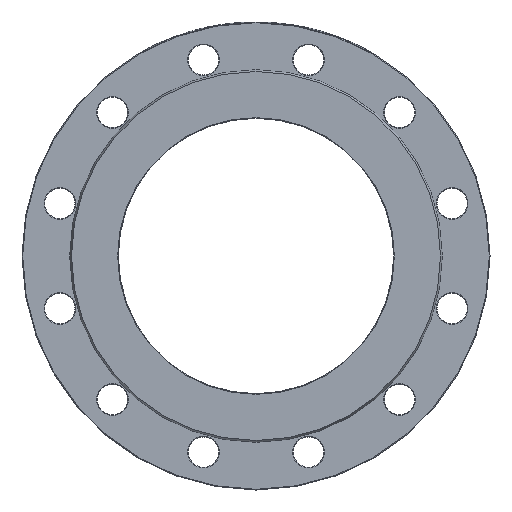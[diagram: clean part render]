
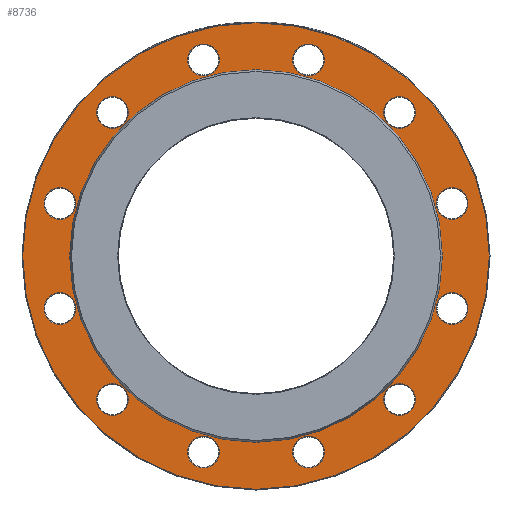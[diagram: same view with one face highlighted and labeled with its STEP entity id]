
A CAD part, left-side view. The second image highlights one B-rep face of the part: STEP entity #8736.
In plain terms, the highlighted planar face has unit normal (-1, 0, 0).
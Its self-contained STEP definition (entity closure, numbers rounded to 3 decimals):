
#6 = DIRECTION ( 'NONE',  ( 0., 0., -1. ) ) ;
#56 = DIRECTION ( 'NONE',  ( 0., 0., -1. ) ) ;
#103 = FACE_BOUND ( 'NONE', #1527, .T. ) ;
#155 = FACE_BOUND ( 'NONE', #1073, .T. ) ;
#394 = DIRECTION ( 'NONE',  ( 1., 0., 0. ) ) ;
#434 = DIRECTION ( 'NONE',  ( 1., 0., 0. ) ) ;
#541 = EDGE_CURVE ( 'NONE', #6764, #6764, #2391, .T. ) ;
#613 = VERTEX_POINT ( 'NONE', #3737 ) ;
#615 = AXIS2_PLACEMENT_3D ( 'NONE', #2812, #394, #5820 ) ;
#619 = FACE_BOUND ( 'NONE', #3682, .T. ) ;
#646 = ORIENTED_EDGE ( 'NONE', *, *, #4737, .T. ) ;
#661 = EDGE_LOOP ( 'NONE', ( #9356 ) ) ;
#842 = CARTESIAN_POINT ( 'NONE',  ( 3., 38.176, -142.474 ) ) ;
#952 = EDGE_CURVE ( 'NONE', #2017, #2017, #2244, .T. ) ;
#1073 = EDGE_LOOP ( 'NONE', ( #7885 ) ) ;
#1325 = CARTESIAN_POINT ( 'NONE',  ( 3., -114.258, -98.548 ) ) ;
#1433 = AXIS2_PLACEMENT_3D ( 'NONE', #1567, #3720, #4590 ) ;
#1466 = EDGE_LOOP ( 'NONE', ( #5753 ) ) ;
#1478 = DIRECTION ( 'NONE',  ( -1., 0., 0. ) ) ;
#1492 = CARTESIAN_POINT ( 'NONE',  ( 3., -104.298, 104.298 ) ) ;
#1527 = EDGE_LOOP ( 'NONE', ( #6889 ) ) ;
#1558 = CARTESIAN_POINT ( 'NONE',  ( 3., -38.176, 142.474 ) ) ;
#1567 = CARTESIAN_POINT ( 'NONE',  ( 3., 104.298, 104.298 ) ) ;
#1601 = CIRCLE ( 'NONE', #7983, 11.5 ) ;
#1644 = FACE_BOUND ( 'NONE', #661, .T. ) ;
#1748 = AXIS2_PLACEMENT_3D ( 'NONE', #7824, #6240, #6091 ) ;
#1767 = ORIENTED_EDGE ( 'NONE', *, *, #3312, .T. ) ;
#1779 = EDGE_LOOP ( 'NONE', ( #4806 ) ) ;
#1858 = EDGE_CURVE ( 'NONE', #3633, #3633, #4344, .T. ) ;
#2017 = VERTEX_POINT ( 'NONE', #3583 ) ;
#2119 = CARTESIAN_POINT ( 'NONE',  ( 3., 98.548, -114.258 ) ) ;
#2244 = CIRCLE ( 'NONE', #1748, 11.5 ) ;
#2361 = CARTESIAN_POINT ( 'NONE',  ( 3., 114.258, 98.548 ) ) ;
#2370 = EDGE_LOOP ( 'NONE', ( #5292 ) ) ;
#2371 = DIRECTION ( 'NONE',  ( 0., 0.5, 0.866 ) ) ;
#2391 = CIRCLE ( 'NONE', #6466, 11.5 ) ;
#2415 = AXIS2_PLACEMENT_3D ( 'NONE', #6981, #3896, #2946 ) ;
#2419 = FACE_BOUND ( 'NONE', #3607, .T. ) ;
#2469 = FACE_BOUND ( 'NONE', #2953, .T. ) ;
#2493 = ORIENTED_EDGE ( 'NONE', *, *, #10004, .T. ) ;
#2494 = EDGE_LOOP ( 'NONE', ( #6453 ) ) ;
#2513 = DIRECTION ( 'NONE',  ( 1., 0., 0. ) ) ;
#2514 = EDGE_LOOP ( 'NONE', ( #10135 ) ) ;
#2540 = CIRCLE ( 'NONE', #9577, 169.5 ) ;
#2574 = DIRECTION ( 'NONE',  ( 0., 0., 1. ) ) ;
#2577 = CIRCLE ( 'NONE', #1433, 11.5 ) ;
#2659 = CARTESIAN_POINT ( 'NONE',  ( 3., -98.548, 114.258 ) ) ;
#2744 = DIRECTION ( 'NONE',  ( 0., 0., -1. ) ) ;
#2812 = CARTESIAN_POINT ( 'NONE',  ( 3., 38.176, 142.474 ) ) ;
#2872 = CARTESIAN_POINT ( 'NONE',  ( 3., 0., 135.336 ) ) ;
#2887 = AXIS2_PLACEMENT_3D ( 'NONE', #7082, #5626, #2574 ) ;
#2903 = CARTESIAN_POINT ( 'NONE',  ( 3., -142.474, -38.176 ) ) ;
#2904 = AXIS2_PLACEMENT_3D ( 'NONE', #7745, #10111, #3796 ) ;
#2929 = VERTEX_POINT ( 'NONE', #6047 ) ;
#2946 = DIRECTION ( 'NONE',  ( 0., 0.5, -0.866 ) ) ;
#2953 = EDGE_LOOP ( 'NONE', ( #6631 ) ) ;
#3002 = EDGE_CURVE ( 'NONE', #2929, #2929, #7798, .T. ) ;
#3071 = VERTEX_POINT ( 'NONE', #2361 ) ;
#3123 = VERTEX_POINT ( 'NONE', #7778 ) ;
#3312 = EDGE_CURVE ( 'NONE', #8341, #8341, #5343, .T. ) ;
#3413 = EDGE_CURVE ( 'NONE', #9029, #9029, #9937, .T. ) ;
#3563 = CIRCLE ( 'NONE', #7814, 11.5 ) ;
#3583 = CARTESIAN_POINT ( 'NONE',  ( 3., -142.474, 49.676 ) ) ;
#3604 = CARTESIAN_POINT ( 'NONE',  ( 3., 142.474, -38.176 ) ) ;
#3607 = EDGE_LOOP ( 'NONE', ( #8178 ) ) ;
#3633 = VERTEX_POINT ( 'NONE', #2872 ) ;
#3677 = EDGE_CURVE ( 'NONE', #613, #613, #4198, .T. ) ;
#3682 = EDGE_LOOP ( 'NONE', ( #1767 ) ) ;
#3720 = DIRECTION ( 'NONE',  ( 1., 0., 0. ) ) ;
#3737 = CARTESIAN_POINT ( 'NONE',  ( 3., 28.217, -148.224 ) ) ;
#3782 = VERTEX_POINT ( 'NONE', #4750 ) ;
#3796 = DIRECTION ( 'NONE',  ( 0., -0.866, 0.5 ) ) ;
#3896 = DIRECTION ( 'NONE',  ( 1., 0., 0. ) ) ;
#3972 = DIRECTION ( 'NONE',  ( 0., -0.866, -0.5 ) ) ;
#3984 = FACE_BOUND ( 'NONE', #2494, .T. ) ;
#4198 = CIRCLE ( 'NONE', #9447, 11.5 ) ;
#4305 = EDGE_CURVE ( 'NONE', #7019, #7019, #8459, .T. ) ;
#4344 = CIRCLE ( 'NONE', #2887, 135.336 ) ;
#4372 = AXIS2_PLACEMENT_3D ( 'NONE', #3604, #8998, #2744 ) ;
#4497 = EDGE_CURVE ( 'NONE', #3071, #3071, #2577, .T. ) ;
#4590 = DIRECTION ( 'NONE',  ( 0., 0.866, -0.5 ) ) ;
#4613 = DIRECTION ( 'NONE',  ( 1., 0., 0. ) ) ;
#4702 = CARTESIAN_POINT ( 'NONE',  ( 3., -49.676, -142.474 ) ) ;
#4709 = FACE_BOUND ( 'NONE', #7058, .T. ) ;
#4737 = EDGE_CURVE ( 'NONE', #3123, #3123, #5842, .T. ) ;
#4750 = CARTESIAN_POINT ( 'NONE',  ( 3., -148.224, -28.217 ) ) ;
#4806 = ORIENTED_EDGE ( 'NONE', *, *, #952, .T. ) ;
#5015 = AXIS2_PLACEMENT_3D ( 'NONE', #1558, #9258, #8416 ) ;
#5292 = ORIENTED_EDGE ( 'NONE', *, *, #5873, .T. ) ;
#5343 = CIRCLE ( 'NONE', #2415, 11.5 ) ;
#5471 = FACE_BOUND ( 'NONE', #2370, .T. ) ;
#5518 = FACE_BOUND ( 'NONE', #1466, .T. ) ;
#5626 = DIRECTION ( 'NONE',  ( -1., 0., 0. ) ) ;
#5672 = CARTESIAN_POINT ( 'NONE',  ( 3., -38.176, -142.474 ) ) ;
#5753 = ORIENTED_EDGE ( 'NONE', *, *, #1858, .F. ) ;
#5820 = DIRECTION ( 'NONE',  ( 0., 1., 0. ) ) ;
#5842 = CIRCLE ( 'NONE', #4372, 11.5 ) ;
#5873 = EDGE_CURVE ( 'NONE', #3782, #3782, #1601, .T. ) ;
#6019 = DIRECTION ( 'NONE',  ( 0., -0.5, 0.866 ) ) ;
#6045 = ORIENTED_EDGE ( 'NONE', *, *, #3413, .T. ) ;
#6047 = CARTESIAN_POINT ( 'NONE',  ( 3., -28.217, 148.224 ) ) ;
#6091 = DIRECTION ( 'NONE',  ( 0., 0., 1. ) ) ;
#6197 = VERTEX_POINT ( 'NONE', #4702 ) ;
#6240 = DIRECTION ( 'NONE',  ( 1., 0., 0. ) ) ;
#6400 = FACE_BOUND ( 'NONE', #8944, .T. ) ;
#6451 = FACE_BOUND ( 'NONE', #9415, .T. ) ;
#6453 = ORIENTED_EDGE ( 'NONE', *, *, #4305, .T. ) ;
#6466 = AXIS2_PLACEMENT_3D ( 'NONE', #7604, #6995, #10123 ) ;
#6607 = AXIS2_PLACEMENT_3D ( 'NONE', #1492, #4613, #2371 ) ;
#6631 = ORIENTED_EDGE ( 'NONE', *, *, #3677, .T. ) ;
#6764 = VERTEX_POINT ( 'NONE', #2119 ) ;
#6889 = ORIENTED_EDGE ( 'NONE', *, *, #4497, .T. ) ;
#6981 = CARTESIAN_POINT ( 'NONE',  ( 3., 142.474, 38.176 ) ) ;
#6995 = DIRECTION ( 'NONE',  ( 1., 0., 0. ) ) ;
#7019 = VERTEX_POINT ( 'NONE', #9379 ) ;
#7058 = EDGE_LOOP ( 'NONE', ( #646 ) ) ;
#7072 = EDGE_CURVE ( 'NONE', #9330, #9330, #2540, .T. ) ;
#7082 = CARTESIAN_POINT ( 'NONE',  ( 3., 0., 0. ) ) ;
#7263 = CIRCLE ( 'NONE', #6607, 11.5 ) ;
#7604 = CARTESIAN_POINT ( 'NONE',  ( 3., 104.298, -104.298 ) ) ;
#7745 = CARTESIAN_POINT ( 'NONE',  ( 3., -104.298, -104.298 ) ) ;
#7778 = CARTESIAN_POINT ( 'NONE',  ( 3., 142.474, -49.676 ) ) ;
#7798 = CIRCLE ( 'NONE', #5015, 11.5 ) ;
#7814 = AXIS2_PLACEMENT_3D ( 'NONE', #5672, #8652, #9582 ) ;
#7824 = CARTESIAN_POINT ( 'NONE',  ( 3., -142.474, 38.176 ) ) ;
#7876 = CARTESIAN_POINT ( 'NONE',  ( 3., 0., 0. ) ) ;
#7885 = ORIENTED_EDGE ( 'NONE', *, *, #8107, .T. ) ;
#7981 = PLANE ( 'NONE',  #9791 ) ;
#7983 = AXIS2_PLACEMENT_3D ( 'NONE', #2903, #434, #6019 ) ;
#8107 = EDGE_CURVE ( 'NONE', #6197, #6197, #3563, .T. ) ;
#8178 = ORIENTED_EDGE ( 'NONE', *, *, #3002, .T. ) ;
#8290 = CARTESIAN_POINT ( 'NONE',  ( 3., 148.224, 28.217 ) ) ;
#8341 = VERTEX_POINT ( 'NONE', #8290 ) ;
#8416 = DIRECTION ( 'NONE',  ( 0., 0.866, 0.5 ) ) ;
#8440 = CARTESIAN_POINT ( 'NONE',  ( 3., 0., -169.5 ) ) ;
#8459 = CIRCLE ( 'NONE', #615, 11.5 ) ;
#8652 = DIRECTION ( 'NONE',  ( 1., 0., 0. ) ) ;
#8653 = CARTESIAN_POINT ( 'NONE',  ( 3., 135.336, 0. ) ) ;
#8736 = ADVANCED_FACE ( 'NONE', ( #619, #103, #3984, #2419, #6400, #9532, #5471, #6451, #155, #2469, #1644, #4709, #8807, #5518 ), #7981, .F. ) ;
#8807 = FACE_OUTER_BOUND ( 'NONE', #2514, .T. ) ;
#8944 = EDGE_LOOP ( 'NONE', ( #2493 ) ) ;
#8998 = DIRECTION ( 'NONE',  ( 1., 0., 0. ) ) ;
#9029 = VERTEX_POINT ( 'NONE', #1325 ) ;
#9258 = DIRECTION ( 'NONE',  ( 1., 0., 0. ) ) ;
#9330 = VERTEX_POINT ( 'NONE', #8440 ) ;
#9356 = ORIENTED_EDGE ( 'NONE', *, *, #541, .T. ) ;
#9379 = CARTESIAN_POINT ( 'NONE',  ( 3., 49.676, 142.474 ) ) ;
#9415 = EDGE_LOOP ( 'NONE', ( #6045 ) ) ;
#9447 = AXIS2_PLACEMENT_3D ( 'NONE', #842, #9474, #3972 ) ;
#9474 = DIRECTION ( 'NONE',  ( 1., 0., 0. ) ) ;
#9532 = FACE_BOUND ( 'NONE', #1779, .T. ) ;
#9577 = AXIS2_PLACEMENT_3D ( 'NONE', #7876, #1478, #6 ) ;
#9582 = DIRECTION ( 'NONE',  ( 0., -1., 0. ) ) ;
#9627 = VERTEX_POINT ( 'NONE', #2659 ) ;
#9791 = AXIS2_PLACEMENT_3D ( 'NONE', #8653, #2513, #56 ) ;
#9937 = CIRCLE ( 'NONE', #2904, 11.5 ) ;
#10004 = EDGE_CURVE ( 'NONE', #9627, #9627, #7263, .T. ) ;
#10111 = DIRECTION ( 'NONE',  ( 1., 0., 0. ) ) ;
#10123 = DIRECTION ( 'NONE',  ( 0., -0.5, -0.866 ) ) ;
#10135 = ORIENTED_EDGE ( 'NONE', *, *, #7072, .T. ) ;
